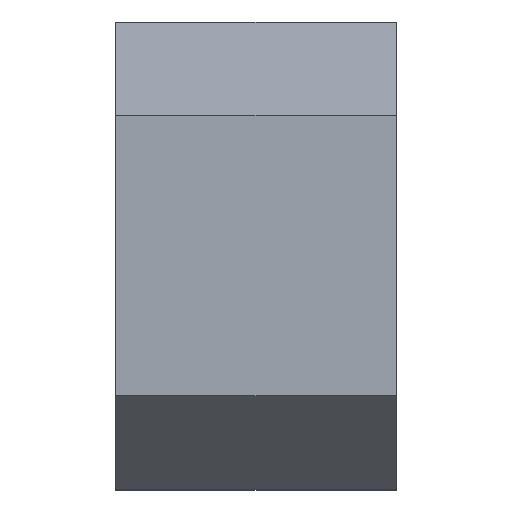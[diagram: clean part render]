
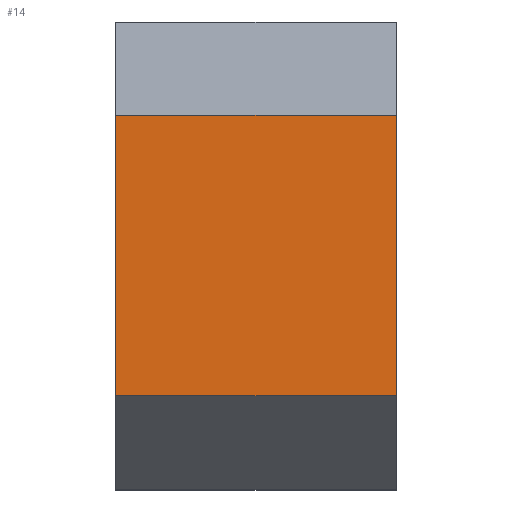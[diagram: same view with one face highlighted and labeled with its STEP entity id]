
A CAD part, top view. The second image highlights one B-rep face of the part: STEP entity #14.
In plain terms, the highlighted planar face has unit normal (0, 0, 1).
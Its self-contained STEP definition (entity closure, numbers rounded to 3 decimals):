
#3 = AXIS2_PLACEMENT_3D ( 'NONE', #165, #310, #353 ) ;
#9 = EDGE_CURVE ( 'NONE', #333, #404, #277, .T. ) ;
#14 = ADVANCED_FACE ( 'NONE', ( #445 ), #132, .T. ) ;
#15 = CARTESIAN_POINT ( 'NONE',  ( -7.5, -7.5, 185. ) ) ;
#17 = DIRECTION ( 'NONE',  ( 1., 0., 0. ) ) ;
#54 = DIRECTION ( 'NONE',  ( 0., -1., 0. ) ) ;
#56 = CARTESIAN_POINT ( 'NONE',  ( -7.5, -7.5, 185. ) ) ;
#58 = ORIENTED_EDGE ( 'NONE', *, *, #9, .T. ) ;
#62 = ORIENTED_EDGE ( 'NONE', *, *, #304, .T. ) ;
#82 = EDGE_CURVE ( 'NONE', #404, #109, #450, .T. ) ;
#84 = VECTOR ( 'NONE', #17, 1000. ) ;
#96 = ORIENTED_EDGE ( 'NONE', *, *, #376, .T. ) ;
#109 = VERTEX_POINT ( 'NONE', #349 ) ;
#118 = CARTESIAN_POINT ( 'NONE',  ( 7.5, -7.5, 185. ) ) ;
#128 = VECTOR ( 'NONE', #336, 1000. ) ;
#132 = PLANE ( 'NONE',  #3 ) ;
#133 = EDGE_LOOP ( 'NONE', ( #139, #96, #62, #58 ) ) ;
#138 = LINE ( 'NONE', #315, #200 ) ;
#139 = ORIENTED_EDGE ( 'NONE', *, *, #82, .T. ) ;
#165 = CARTESIAN_POINT ( 'NONE',  ( 0., 0., 185. ) ) ;
#178 = CARTESIAN_POINT ( 'NONE',  ( -7.5, 7.5, 185. ) ) ;
#190 = CARTESIAN_POINT ( 'NONE',  ( 7.5, 7.5, 185. ) ) ;
#200 = VECTOR ( 'NONE', #210, 1000. ) ;
#210 = DIRECTION ( 'NONE',  ( -1., 0., 0. ) ) ;
#211 = CARTESIAN_POINT ( 'NONE',  ( -7.5, 7.5, 185. ) ) ;
#277 = LINE ( 'NONE', #211, #321 ) ;
#304 = EDGE_CURVE ( 'NONE', #356, #333, #138, .T. ) ;
#310 = DIRECTION ( 'NONE',  ( 0., 0., 1. ) ) ;
#315 = CARTESIAN_POINT ( 'NONE',  ( 7.5, 7.5, 185. ) ) ;
#321 = VECTOR ( 'NONE', #54, 1000. ) ;
#333 = VERTEX_POINT ( 'NONE', #178 ) ;
#336 = DIRECTION ( 'NONE',  ( 0., 1., 0. ) ) ;
#349 = CARTESIAN_POINT ( 'NONE',  ( 7.5, -7.5, 185. ) ) ;
#353 = DIRECTION ( 'NONE',  ( 1., 0., 0. ) ) ;
#356 = VERTEX_POINT ( 'NONE', #190 ) ;
#376 = EDGE_CURVE ( 'NONE', #109, #356, #427, .T. ) ;
#404 = VERTEX_POINT ( 'NONE', #56 ) ;
#427 = LINE ( 'NONE', #118, #128 ) ;
#445 = FACE_OUTER_BOUND ( 'NONE', #133, .T. ) ;
#450 = LINE ( 'NONE', #15, #84 ) ;
